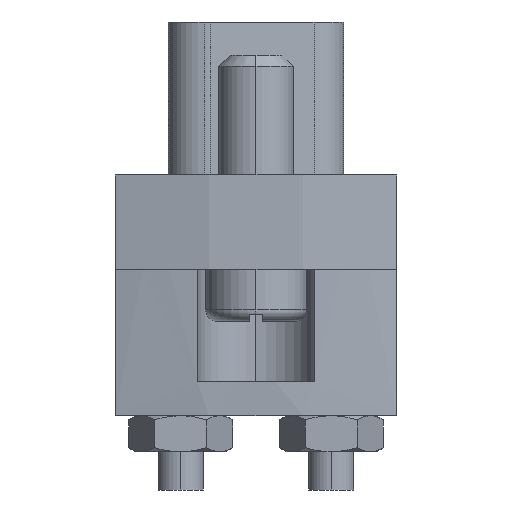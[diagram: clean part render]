
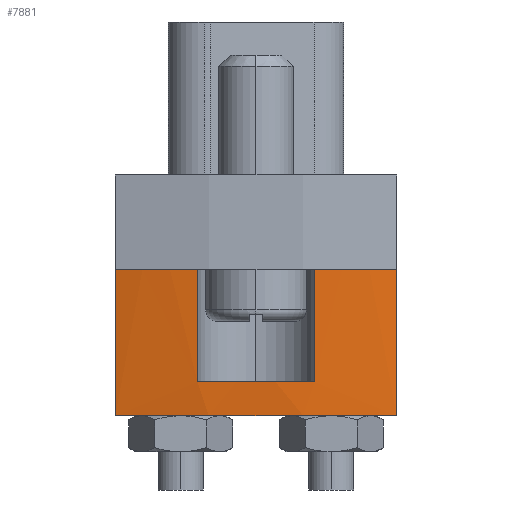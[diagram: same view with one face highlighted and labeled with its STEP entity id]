
A CAD part, left-side view. The second image highlights one B-rep face of the part: STEP entity #7881.
In plain terms, the highlighted cylindrical face has radius 26.5 mm (diameter 53 mm), a partial arc.
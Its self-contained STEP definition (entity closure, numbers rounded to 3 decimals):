
#1096 = CARTESIAN_POINT ( 'NONE',  ( 0., 0., -6.5 ) ) ;
#1654 = AXIS2_PLACEMENT_3D ( 'NONE', #13625, #6111, #14884 ) ;
#1954 = CARTESIAN_POINT ( 'NONE',  ( -25.752, 6.25, -6.5 ) ) ;
#1978 = CARTESIAN_POINT ( 'NONE',  ( -26.372, -2.6, 0. ) ) ;
#2350 = DIRECTION ( 'NONE',  ( 1., 0., 0. ) ) ;
#2357 = VERTEX_POINT ( 'NONE', #9370 ) ;
#2417 = AXIS2_PLACEMENT_3D ( 'NONE', #4194, #12961, #5468 ) ;
#3321 = CARTESIAN_POINT ( 'NONE',  ( 0., 0., 0. ) ) ;
#3409 = CARTESIAN_POINT ( 'NONE',  ( -25.752, -6.25, 0. ) ) ;
#3765 = EDGE_LOOP ( 'NONE', ( #15884, #7471, #10980, #9047, #4757, #9222, #9559, #9526 ) ) ;
#3805 = VECTOR ( 'NONE', #13650, 1000. ) ;
#4124 = CARTESIAN_POINT ( 'NONE',  ( -26.372, 2.6, -6.5 ) ) ;
#4179 = LINE ( 'NONE', #6432, #13773 ) ;
#4194 = CARTESIAN_POINT ( 'NONE',  ( 0., 0., 0. ) ) ;
#4591 = DIRECTION ( 'NONE',  ( 1., 0., 0. ) ) ;
#4706 = EDGE_CURVE ( 'NONE', #9471, #6406, #7808, .T. ) ;
#4736 = VERTEX_POINT ( 'NONE', #7399 ) ;
#4757 = ORIENTED_EDGE ( 'NONE', *, *, #8488, .F. ) ;
#4894 = CIRCLE ( 'NONE', #1654, 26.5 ) ;
#5307 = CARTESIAN_POINT ( 'NONE',  ( -25.752, 6.25, -6.5 ) ) ;
#5468 = DIRECTION ( 'NONE',  ( 1., 0., 0. ) ) ;
#5579 = EDGE_CURVE ( 'NONE', #15564, #14435, #12378, .T. ) ;
#5653 = LINE ( 'NONE', #4124, #12693 ) ;
#6111 = DIRECTION ( 'NONE',  ( 0., 0., -1. ) ) ;
#6406 = VERTEX_POINT ( 'NONE', #11173 ) ;
#6432 = CARTESIAN_POINT ( 'NONE',  ( -25.752, -6.25, -6.5 ) ) ;
#6718 = VERTEX_POINT ( 'NONE', #12176 ) ;
#7127 = LINE ( 'NONE', #7337, #3805 ) ;
#7337 = CARTESIAN_POINT ( 'NONE',  ( -26.372, -2.6, -6.5 ) ) ;
#7399 = CARTESIAN_POINT ( 'NONE',  ( -26.372, -2.6, -5. ) ) ;
#7471 = ORIENTED_EDGE ( 'NONE', *, *, #11025, .T. ) ;
#7808 = CIRCLE ( 'NONE', #13943, 26.5 ) ;
#7881 = ADVANCED_FACE ( 'NONE', ( #9348 ), #12301, .T. ) ;
#8488 = EDGE_CURVE ( 'NONE', #9471, #6718, #13661, .T. ) ;
#9047 = ORIENTED_EDGE ( 'NONE', *, *, #12542, .F. ) ;
#9157 = DIRECTION ( 'NONE',  ( 0., 0., -1. ) ) ;
#9222 = ORIENTED_EDGE ( 'NONE', *, *, #4706, .T. ) ;
#9235 = EDGE_CURVE ( 'NONE', #4736, #15564, #7127, .T. ) ;
#9348 = FACE_OUTER_BOUND ( 'NONE', #3765, .T. ) ;
#9370 = CARTESIAN_POINT ( 'NONE',  ( -26.372, 2.6, -5. ) ) ;
#9471 = VERTEX_POINT ( 'NONE', #5307 ) ;
#9526 = ORIENTED_EDGE ( 'NONE', *, *, #5579, .F. ) ;
#9528 = VECTOR ( 'NONE', #12021, 1000. ) ;
#9559 = ORIENTED_EDGE ( 'NONE', *, *, #10067, .T. ) ;
#9740 = VERTEX_POINT ( 'NONE', #12008 ) ;
#9828 = DIRECTION ( 'NONE',  ( 0., 0., 1. ) ) ;
#9839 = DIRECTION ( 'NONE',  ( 0., 0., 1. ) ) ;
#10067 = EDGE_CURVE ( 'NONE', #6406, #14435, #4179, .T. ) ;
#10980 = ORIENTED_EDGE ( 'NONE', *, *, #11775, .F. ) ;
#11025 = EDGE_CURVE ( 'NONE', #4736, #2357, #4894, .T. ) ;
#11173 = CARTESIAN_POINT ( 'NONE',  ( -25.752, -6.25, -6.5 ) ) ;
#11775 = EDGE_CURVE ( 'NONE', #9740, #2357, #5653, .T. ) ;
#12008 = CARTESIAN_POINT ( 'NONE',  ( -26.372, 2.6, 0. ) ) ;
#12021 = DIRECTION ( 'NONE',  ( 0., 0., 1. ) ) ;
#12081 = DIRECTION ( 'NONE',  ( 0., 0., 1. ) ) ;
#12176 = CARTESIAN_POINT ( 'NONE',  ( -25.752, 6.25, 0. ) ) ;
#12301 = CYLINDRICAL_SURFACE ( 'NONE', #15053, 26.5 ) ;
#12378 = CIRCLE ( 'NONE', #14363, 26.5 ) ;
#12542 = EDGE_CURVE ( 'NONE', #6718, #9740, #13239, .T. ) ;
#12693 = VECTOR ( 'NONE', #9157, 1000. ) ;
#12961 = DIRECTION ( 'NONE',  ( 0., 0., 1. ) ) ;
#13239 = CIRCLE ( 'NONE', #2417, 26.5 ) ;
#13625 = CARTESIAN_POINT ( 'NONE',  ( 0., 0., -5. ) ) ;
#13631 = CARTESIAN_POINT ( 'NONE',  ( 0., 0., -6.5 ) ) ;
#13650 = DIRECTION ( 'NONE',  ( 0., 0., 1. ) ) ;
#13661 = LINE ( 'NONE', #1954, #9528 ) ;
#13773 = VECTOR ( 'NONE', #15253, 1000. ) ;
#13943 = AXIS2_PLACEMENT_3D ( 'NONE', #1096, #9839, #2350 ) ;
#14363 = AXIS2_PLACEMENT_3D ( 'NONE', #3321, #12081, #4591 ) ;
#14435 = VERTEX_POINT ( 'NONE', #3409 ) ;
#14884 = DIRECTION ( 'NONE',  ( 1., 0., 0. ) ) ;
#14891 = DIRECTION ( 'NONE',  ( 1., 0., 0. ) ) ;
#15053 = AXIS2_PLACEMENT_3D ( 'NONE', #13631, #9828, #14891 ) ;
#15253 = DIRECTION ( 'NONE',  ( 0., 0., 1. ) ) ;
#15564 = VERTEX_POINT ( 'NONE', #1978 ) ;
#15884 = ORIENTED_EDGE ( 'NONE', *, *, #9235, .F. ) ;
